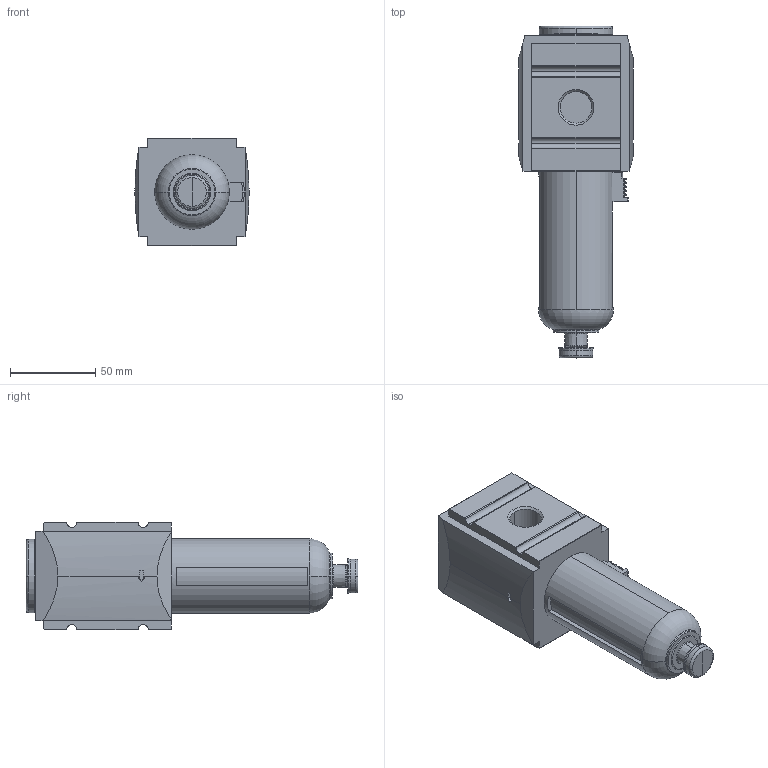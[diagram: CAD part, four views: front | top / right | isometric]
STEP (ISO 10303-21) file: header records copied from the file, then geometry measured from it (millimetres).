
FILE_DESCRIPTION(('STEP AP214'),'1');
FILE_NAME('filtre_fin_kcfi-212.stp','2014-11-14T10:00:09',('TraceParts'),('TraceParts S.A.'),'XStep 1.0',' ',' ');
FILE_SCHEMA(('automotive_design'));
Length unit declared in the file: millimetre
Products named in the file (1): 1
Bounding box: 67 x 194.99 x 63 mm (x, y, z)
Volume: 447430.5 mm3; surface area: 46177 mm2
Topology: 1 solids, 1 shells, 185 faces, 513 edges, 339 vertices
Faces by surface type: plane 59, torus 52, cylinder 50, cone 22, revolution 2
Entity records: 6974 total; most frequent: CARTESIAN_POINT 2084, DIRECTION 1099, ORIENTED_EDGE 1022, EDGE_CURVE 511, AXIS2_PLACEMENT_3D 452, VERTEX_POINT 339, CIRCLE 256, EDGE_LOOP 196
